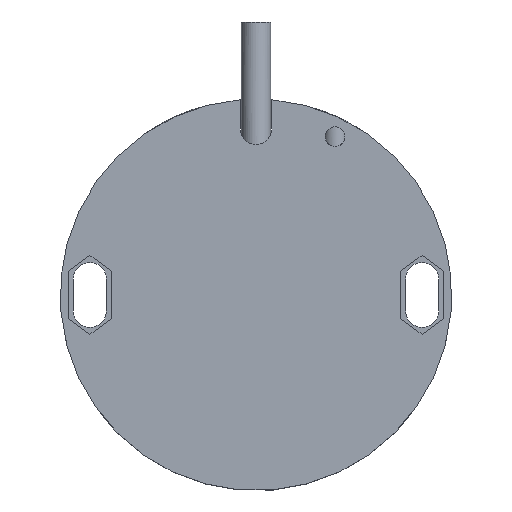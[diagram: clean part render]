
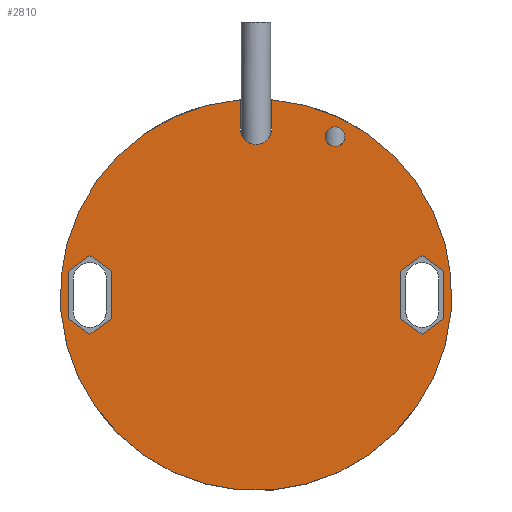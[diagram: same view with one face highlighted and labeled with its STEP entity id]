
A CAD part, top view. The second image highlights one B-rep face of the part: STEP entity #2810.
In plain terms, the highlighted planar face has unit normal (0, 0, 1).
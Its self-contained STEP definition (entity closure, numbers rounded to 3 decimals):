
#748=DIRECTION('',(-0.809,-0.588,0.));
#749=VECTOR('',#748,3.4);
#750=CARTESIAN_POINT('',(-21.,5.,5.));
#751=LINE('',#750,#749);
#755=DIRECTION('',(0.,-1.,0.));
#756=VECTOR('',#755,6.);
#757=CARTESIAN_POINT('',(-23.75,3.,5.));
#758=LINE('',#757,#756);
#762=DIRECTION('',(0.809,-0.588,0.));
#763=VECTOR('',#762,3.4);
#764=CARTESIAN_POINT('',(-23.75,-3.,5.));
#765=LINE('',#764,#763);
#769=DIRECTION('',(0.809,0.588,0.));
#770=VECTOR('',#769,3.4);
#771=CARTESIAN_POINT('',(-21.,-5.,5.));
#772=LINE('',#771,#770);
#776=DIRECTION('',(0.,1.,0.));
#777=VECTOR('',#776,6.);
#778=CARTESIAN_POINT('',(-18.25,-3.,5.));
#779=LINE('',#778,#777);
#783=DIRECTION('',(-0.809,0.588,0.));
#784=VECTOR('',#783,3.4);
#785=CARTESIAN_POINT('',(-18.25,3.,5.));
#786=LINE('',#785,#784);
#790=DIRECTION('',(-0.809,-0.588,0.));
#791=VECTOR('',#790,3.4);
#792=CARTESIAN_POINT('',(21.,5.,5.));
#793=LINE('',#792,#791);
#797=DIRECTION('',(0.,-1.,0.));
#798=VECTOR('',#797,6.);
#799=CARTESIAN_POINT('',(18.25,3.,5.));
#800=LINE('',#799,#798);
#804=DIRECTION('',(0.809,-0.588,0.));
#805=VECTOR('',#804,3.4);
#806=CARTESIAN_POINT('',(18.25,-3.,5.));
#807=LINE('',#806,#805);
#811=DIRECTION('',(0.809,0.588,0.));
#812=VECTOR('',#811,3.4);
#813=CARTESIAN_POINT('',(21.,-5.,5.));
#814=LINE('',#813,#812);
#818=DIRECTION('',(0.,1.,0.));
#819=VECTOR('',#818,6.);
#820=CARTESIAN_POINT('',(23.75,-3.,5.));
#821=LINE('',#820,#819);
#825=DIRECTION('',(-0.809,0.588,0.));
#826=VECTOR('',#825,3.4);
#827=CARTESIAN_POINT('',(23.75,3.,5.));
#828=LINE('',#827,#826);
#832=DIRECTION('',(0.,-1.,0.));
#833=VECTOR('',#832,3.669);
#834=CARTESIAN_POINT('',(-2.,24.669,5.));
#835=LINE('',#834,#833);
#839=CARTESIAN_POINT('',(0.,21.,5.));
#840=DIRECTION('',(0.,0.,1.));
#841=DIRECTION('',(-1.,0.,0.));
#842=AXIS2_PLACEMENT_3D('',#839,#840,#841);
#847=DIRECTION('',(0.,1.,0.));
#848=VECTOR('',#847,3.669);
#849=CARTESIAN_POINT('',(2.,21.,5.));
#850=LINE('',#849,#848);
#854=CARTESIAN_POINT('',(10.,20.,5.));
#855=DIRECTION('',(0.,0.,-1.));
#856=DIRECTION('',(1.,0.,0.));
#857=AXIS2_PLACEMENT_3D('',#854,#855,#856);
#862=CARTESIAN_POINT('',(10.,20.,5.));
#863=DIRECTION('',(0.,0.,-1.));
#864=DIRECTION('',(-1.,0.,0.));
#865=AXIS2_PLACEMENT_3D('',#862,#863,#864);
#1102=CARTESIAN_POINT('',(0.,0.,5.));
#1103=DIRECTION('',(0.,0.,1.));
#1104=DIRECTION('',(-0.081,0.997,0.));
#1105=AXIS2_PLACEMENT_3D('',#1102,#1103,#1104);
#1967=CARTESIAN_POINT('',(-21.,5.,5.));
#1968=CARTESIAN_POINT('',(-23.75,3.,5.));
#1969=VERTEX_POINT('',#1967);
#1970=VERTEX_POINT('',#1968);
#1971=CARTESIAN_POINT('',(-23.75,-3.,5.));
#1972=VERTEX_POINT('',#1971);
#1973=CARTESIAN_POINT('',(-21.,-5.,5.));
#1974=VERTEX_POINT('',#1973);
#1975=CARTESIAN_POINT('',(-18.25,-3.,5.));
#1976=VERTEX_POINT('',#1975);
#1977=CARTESIAN_POINT('',(-18.25,3.,5.));
#1978=VERTEX_POINT('',#1977);
#1979=CARTESIAN_POINT('',(21.,5.,5.));
#1980=CARTESIAN_POINT('',(18.25,3.,5.));
#1981=VERTEX_POINT('',#1979);
#1982=VERTEX_POINT('',#1980);
#1983=CARTESIAN_POINT('',(18.25,-3.,5.));
#1984=VERTEX_POINT('',#1983);
#1985=CARTESIAN_POINT('',(21.,-5.,5.));
#1986=VERTEX_POINT('',#1985);
#1987=CARTESIAN_POINT('',(23.75,-3.,5.));
#1988=VERTEX_POINT('',#1987);
#1989=CARTESIAN_POINT('',(23.75,3.,5.));
#1990=VERTEX_POINT('',#1989);
#1999=CARTESIAN_POINT('',(-2.,24.669,5.));
#2000=CARTESIAN_POINT('',(-2.,21.,5.));
#2001=VERTEX_POINT('',#1999);
#2002=VERTEX_POINT('',#2000);
#2003=CARTESIAN_POINT('',(2.,21.,5.));
#2004=VERTEX_POINT('',#2003);
#2005=CARTESIAN_POINT('',(2.,24.669,5.));
#2006=VERTEX_POINT('',#2005);
#2225=CARTESIAN_POINT('',(11.25,20.,5.));
#2226=CARTESIAN_POINT('',(8.75,20.,5.));
#2227=VERTEX_POINT('',#2225);
#2228=VERTEX_POINT('',#2226);
#2767=CARTESIAN_POINT('',(0.,0.,5.));
#2768=DIRECTION('',(0.,0.,1.));
#2769=DIRECTION('',(1.,0.,0.));
#2770=AXIS2_PLACEMENT_3D('',#2767,#2768,#2769);
#2771=PLANE('',#2770);
#2773=ORIENTED_EDGE('',*,*,#2772,.T.);
#2775=ORIENTED_EDGE('',*,*,#2774,.T.);
#2777=ORIENTED_EDGE('',*,*,#2776,.T.);
#2779=ORIENTED_EDGE('',*,*,#2778,.F.);
#2780=EDGE_LOOP('',(#2773,#2775,#2777,#2779));
#2781=FACE_OUTER_BOUND('',#2780,.F.);
#2783=ORIENTED_EDGE('',*,*,#2782,.T.);
#2785=ORIENTED_EDGE('',*,*,#2784,.T.);
#2787=ORIENTED_EDGE('',*,*,#2786,.T.);
#2789=ORIENTED_EDGE('',*,*,#2788,.T.);
#2791=ORIENTED_EDGE('',*,*,#2790,.T.);
#2793=ORIENTED_EDGE('',*,*,#2792,.T.);
#2794=EDGE_LOOP('',(#2783,#2785,#2787,#2789,#2791,#2793));
#2795=FACE_BOUND('',#2794,.F.);
#2796=ORIENTED_EDGE('',*,*,#2405,.T.);
#2797=ORIENTED_EDGE('',*,*,#2761,.T.);
#2798=ORIENTED_EDGE('',*,*,#2735,.T.);
#2799=ORIENTED_EDGE('',*,*,#2708,.T.);
#2800=ORIENTED_EDGE('',*,*,#2681,.T.);
#2801=ORIENTED_EDGE('',*,*,#2654,.T.);
#2802=EDGE_LOOP('',(#2796,#2797,#2798,#2799,#2800,#2801));
#2803=FACE_BOUND('',#2802,.F.);
#2805=ORIENTED_EDGE('',*,*,#2804,.F.);
#2807=ORIENTED_EDGE('',*,*,#2806,.F.);
#2808=EDGE_LOOP('',(#2805,#2807));
#2809=FACE_BOUND('',#2808,.F.);
#2810=ADVANCED_FACE('',(#2781,#2795,#2803,#2809),#2771,.T.);
#843=CIRCLE('',#842,2.);
#858=CIRCLE('',#857,1.25);
#866=CIRCLE('',#865,1.25);
#1106=CIRCLE('',#1105,24.75);
#2405=EDGE_CURVE('',#1969,#1970,#751,.T.);
#2654=EDGE_CURVE('',#1978,#1969,#786,.T.);
#2681=EDGE_CURVE('',#1976,#1978,#779,.T.);
#2708=EDGE_CURVE('',#1974,#1976,#772,.T.);
#2735=EDGE_CURVE('',#1972,#1974,#765,.T.);
#2761=EDGE_CURVE('',#1970,#1972,#758,.T.);
#2772=EDGE_CURVE('',#2001,#2002,#835,.T.);
#2774=EDGE_CURVE('',#2002,#2004,#843,.T.);
#2776=EDGE_CURVE('',#2004,#2006,#850,.T.);
#2778=EDGE_CURVE('',#2001,#2006,#1106,.T.);
#2782=EDGE_CURVE('',#1981,#1982,#793,.T.);
#2784=EDGE_CURVE('',#1982,#1984,#800,.T.);
#2786=EDGE_CURVE('',#1984,#1986,#807,.T.);
#2788=EDGE_CURVE('',#1986,#1988,#814,.T.);
#2790=EDGE_CURVE('',#1988,#1990,#821,.T.);
#2792=EDGE_CURVE('',#1990,#1981,#828,.T.);
#2804=EDGE_CURVE('',#2227,#2228,#858,.T.);
#2806=EDGE_CURVE('',#2228,#2227,#866,.T.);
